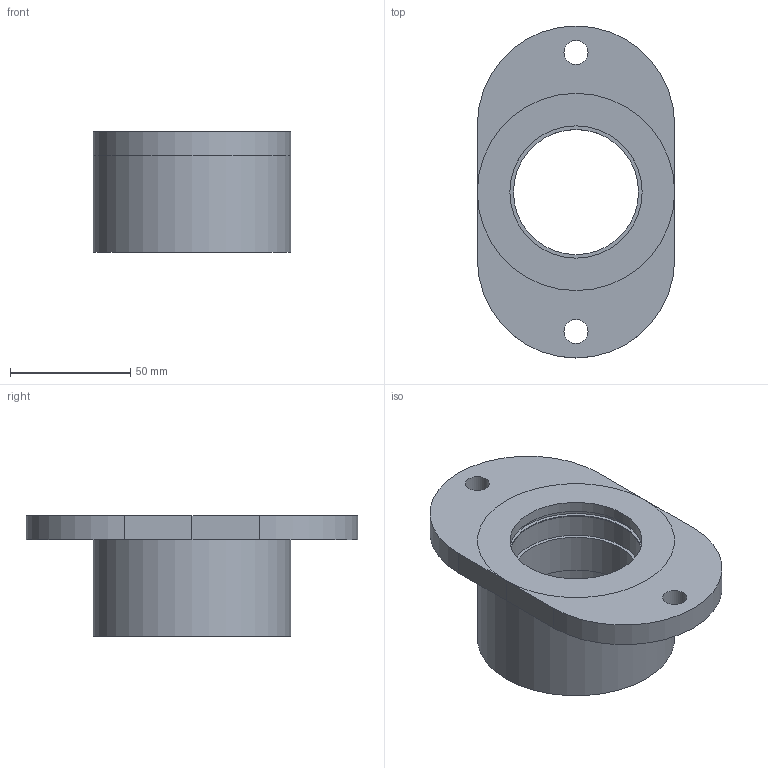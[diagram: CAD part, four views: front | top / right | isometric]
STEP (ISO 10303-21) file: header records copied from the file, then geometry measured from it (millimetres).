
FILE_DESCRIPTION(('FreeCAD Model'),'2;1');
FILE_NAME('Open CASCADE Shape Model','2024-10-22T18:37:16',(''),(''), 'Open CASCADE STEP processor 7.6','FreeCAD','Unknown');
FILE_SCHEMA(('AUTOMOTIVE_DESIGN { 1 0 10303 214 1 1 1 1 }'));
Length unit declared in the file: millimetre
Products named in the file (1): Pad003
Bounding box: 82 x 138 x 50 mm (x, y, z)
Volume: 192674 mm3; surface area: 39400.8 mm2
Topology: 1 solids, 1 shells, 30 faces, 55 edges, 33 vertices
Faces by surface type: plane 16, cylinder 14
Full cylindrical faces by diameter (mm): 10 x2, 52 x1, 55 x6, 58 x2, 82 x1
Entity records: 1530 total; most frequent: CARTESIAN_POINT 323, DIRECTION 237, ORIENTED_EDGE 110, PCURVE 110, DEFINITIONAL_REPRESENTATION 110, LINE 103, VECTOR 103, AXIS2_PLACEMENT_3D 60
